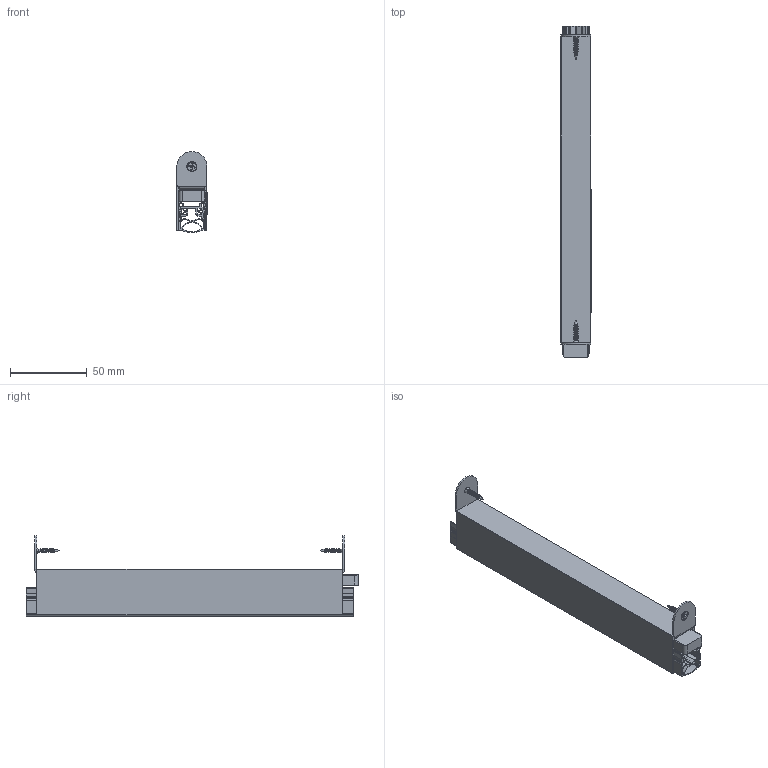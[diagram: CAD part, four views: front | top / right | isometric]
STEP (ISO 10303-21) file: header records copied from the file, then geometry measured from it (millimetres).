
FILE_DESCRIPTION(/* description */ ('Unknown'),/* implementation_level */ '2;1');
FILE_NAME(/* name */ '1-556_SchallEx-SlideM20WS_3D',/* time_stamp */ '2021-06-02T16:15:40+02:00',/* author */ ('Unknown'),/* organization */ ('Unknown'),/* preprocessor_version */ 'ST-DEVELOPER v16.7',/* originating_system */ 'Solid Edge',/* authorisation */ 'Unknown');
FILE_SCHEMA (('AUTOMOTIVE_DESIGN {1 0 10303 214 3 1 1}'));
Length unit declared in the file: millimetre
Products named in the file (11): 29043_Bodendichtung; AP_314_gerade_200; AP_533_200; 28795_Silikonprofil_Schall-Ex_Ultra; AW_076; 21890_Befestigungsschraube; AJ_257; 29045_Etikett_3D__Schall-Ex_Slide_M-20_WS; 26541_Etikett_Athmer_klein_kurz; 31110_Athmer_Logo__ab_2021_; 29046_Text__Schall-Ex_Slide_M-20_WS
Assembly tree (12 placements, depth 3):
  29043_Bodendichtung
    AP_314_gerade_200
    AP_533_200
    28795_Silikonprofil_Schall-Ex_Ultra
    AW_076  x2
    21890_Befestigungsschraube  x2
    AJ_257
    29045_Etikett_3D__Schall-Ex_Slide_M-20_WS
      26541_Etikett_Athmer_klein_kurz
      31110_Athmer_Logo__ab_2021_
      29046_Text__Schall-Ex_Slide_M-20_WS
Bounding box: 19.9 x 217 x 52.91 mm (x, y, z)
Volume: 49574.8 mm3; surface area: 99564.9 mm2
Topology: 35 solids, 35 shells, 818 faces, 2166 edges, 1430 vertices
Faces by surface type: plane 488, cylinder 205, bspline 100, cone 13, torus 12
Full cylindrical faces by diameter (mm): 1.003 x2, 4.134 x1, 6.132 x2
Entity records: 26452 total; most frequent: CARTESIAN_POINT 9068, ORIENTED_EDGE 3732, DIRECTION 3103, EDGE_CURVE 1866, VERTEX_POINT 1245, LINE 1099, VECTOR 1099, AXIS2_PLACEMENT_3D 1002
